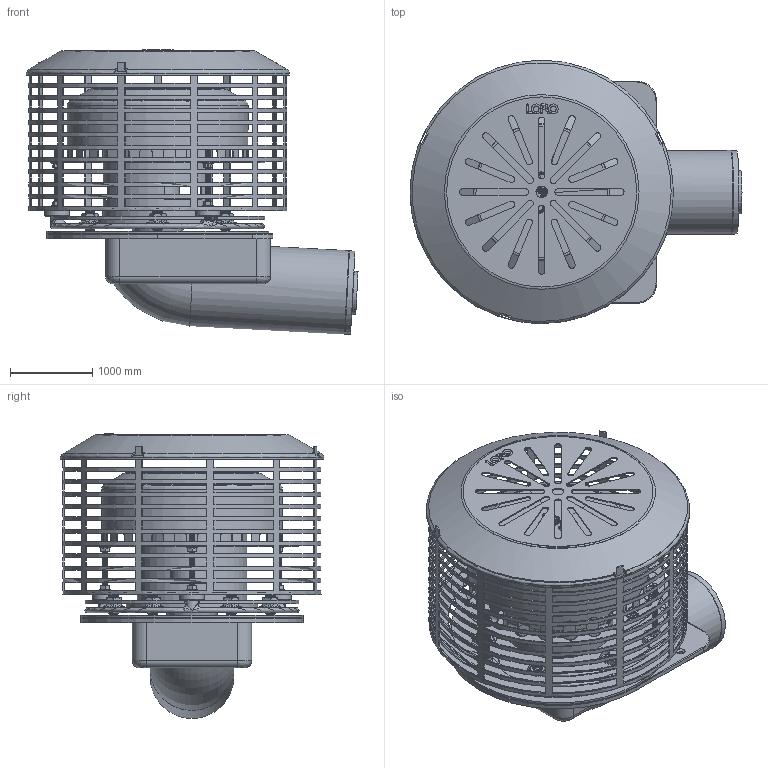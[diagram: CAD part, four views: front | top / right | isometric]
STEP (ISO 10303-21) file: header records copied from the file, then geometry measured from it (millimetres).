
FILE_DESCRIPTION(/* description */ (''),/* implementation_level */ '2;1');
FILE_NAME(/* name */ '41516.100X_3D.stp',/* time_stamp */ '2024-12-12T09:30:27+01:00',/* author */ ('CAD'),/* organization */ (''),/* preprocessor_version */ 'ST-DEVELOPER v20',/* originating_system */ 'AutoCAD Mechanical',/* authorisation */ '');
FILE_SCHEMA (('AUTOMOTIVE_DESIGN { 1 0 10303 214 3 1 1 }'));
Length unit declared in the file: centimetre
Products named in the file (6): Product; *S0; *U2; *U1; *U4; *U3
Assembly tree (12 placements, depth 3):
  Product
    *S0
    *U2
      *U1  x3
    *U4
      *U3  x6
Bounding box: 4033.32 x 3200 x 3461.26 mm (x, y, z)
Volume: 1620213513.8 mm3; surface area: 145587146.4 mm2
Topology: 48 solids, 48 shells, 2362 faces, 5984 edges, 3649 vertices
Faces by surface type: cone 1012, plane 879, cylinder 296, torus 139, bspline 27, sphere 9
Full cylindrical faces by diameter (mm): 49.17 x9, 55 x2, 70 x6, 80 x18, 101.06 x6, 105 x2, 140 x1, 160 x12, 170 x3, 300 x3, 500 x4, 529.993 x1, 530 x3, 558.781 x1, 560 x1, 574.365 x1, 590 x1, 600 x1, 630 x1, 980 x1, 1020 x1, 1220 x1, 1300 x4, 1330 x1, 1450 x1, 1600 x1, 2180 x1, 2200 x1, 2600 x1, 2700 x1
Entity records: 66453 total; most frequent: CARTESIAN_POINT 18835, DIRECTION 10123, ORIENTED_EDGE 9842, EDGE_CURVE 4921, AXIS2_PLACEMENT_3D 3882, VERTEX_POINT 3081, LINE 2359, VECTOR 2359
